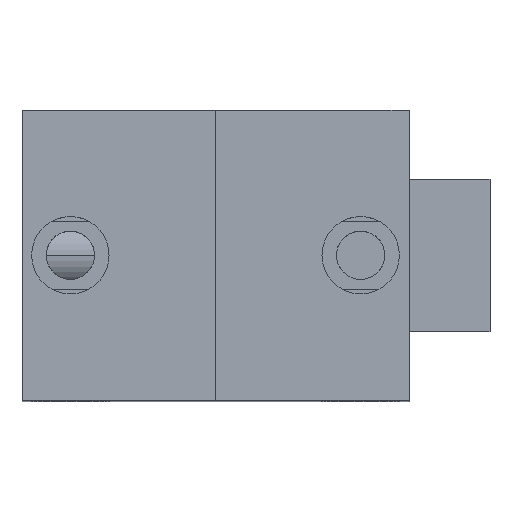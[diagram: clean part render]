
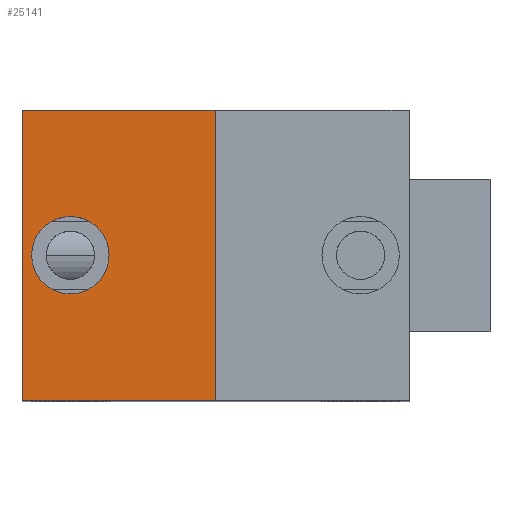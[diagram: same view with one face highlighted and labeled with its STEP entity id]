
A CAD part, top view. The second image highlights one B-rep face of the part: STEP entity #25141.
In plain terms, the highlighted planar face has unit normal (0, 0, 1).
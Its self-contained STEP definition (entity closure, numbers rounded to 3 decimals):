
#340 = DIRECTION ( 'NONE',  ( 0., 0., 1. ) ) ;
#812 = FACE_OUTER_BOUND ( 'NONE', #24564, .T. ) ;
#1113 = EDGE_CURVE ( 'NONE', #26273, #36719, #32150, .T. ) ;
#1436 = VERTEX_POINT ( 'NONE', #14645 ) ;
#1738 = DIRECTION ( 'NONE',  ( 0., 0., 1. ) ) ;
#3461 = ORIENTED_EDGE ( 'NONE', *, *, #22336, .F. ) ;
#5104 = CARTESIAN_POINT ( 'NONE',  ( -20., -15., 65. ) ) ;
#5524 = EDGE_CURVE ( 'NONE', #25195, #14372, #31347, .T. ) ;
#5557 = VECTOR ( 'NONE', #27381, 1000. ) ;
#5894 = DIRECTION ( 'NONE',  ( 1., 0., 0. ) ) ;
#5944 = ORIENTED_EDGE ( 'NONE', *, *, #27677, .F. ) ;
#6749 = CARTESIAN_POINT ( 'NONE',  ( 0., -15., 65. ) ) ;
#7965 = DIRECTION ( 'NONE',  ( 0., -1., 0. ) ) ;
#8165 = ORIENTED_EDGE ( 'NONE', *, *, #15343, .T. ) ;
#9355 = CIRCLE ( 'NONE', #34660, 4. ) ;
#9499 = CARTESIAN_POINT ( 'NONE',  ( 20., -15., 65. ) ) ;
#9894 = ORIENTED_EDGE ( 'NONE', *, *, #1113, .T. ) ;
#9957 = EDGE_LOOP ( 'NONE', ( #5944, #14222 ) ) ;
#12308 = DIRECTION ( 'NONE',  ( -1., 0., 0. ) ) ;
#13793 = CARTESIAN_POINT ( 'NONE',  ( 0., 15., 65. ) ) ;
#14222 = ORIENTED_EDGE ( 'NONE', *, *, #33073, .F. ) ;
#14372 = VERTEX_POINT ( 'NONE', #29091 ) ;
#14645 = CARTESIAN_POINT ( 'NONE',  ( -19., 0., 65. ) ) ;
#15343 = EDGE_CURVE ( 'NONE', #36719, #14372, #32949, .T. ) ;
#15660 = VECTOR ( 'NONE', #7965, 1000. ) ;
#17097 = CARTESIAN_POINT ( 'NONE',  ( 20., 15., 65. ) ) ;
#17257 = ORIENTED_EDGE ( 'NONE', *, *, #5524, .F. ) ;
#18137 = VECTOR ( 'NONE', #20632, 1000. ) ;
#18365 = AXIS2_PLACEMENT_3D ( 'NONE', #28918, #340, #5894 ) ;
#18755 = DIRECTION ( 'NONE',  ( 1., 0., 0. ) ) ;
#19005 = CARTESIAN_POINT ( 'NONE',  ( -15., 0., 65. ) ) ;
#19289 = LINE ( 'NONE', #25289, #15660 ) ;
#20214 = CIRCLE ( 'NONE', #18365, 4. ) ;
#20632 = DIRECTION ( 'NONE',  ( -1., 0., 0. ) ) ;
#21221 = VECTOR ( 'NONE', #36498, 1000. ) ;
#22038 = VERTEX_POINT ( 'NONE', #29669 ) ;
#22336 = EDGE_CURVE ( 'NONE', #26273, #25195, #19289, .T. ) ;
#24545 = CARTESIAN_POINT ( 'NONE',  ( 20., -15., 65. ) ) ;
#24564 = EDGE_LOOP ( 'NONE', ( #3461, #9894, #8165, #17257 ) ) ;
#25141 = ADVANCED_FACE ( 'NONE', ( #28379, #812 ), #35098, .F. ) ;
#25195 = VERTEX_POINT ( 'NONE', #6749 ) ;
#25289 = CARTESIAN_POINT ( 'NONE',  ( 0., -15., 65. ) ) ;
#26273 = VERTEX_POINT ( 'NONE', #13793 ) ;
#27381 = DIRECTION ( 'NONE',  ( -1., 0., 0. ) ) ;
#27677 = EDGE_CURVE ( 'NONE', #22038, #1436, #9355, .T. ) ;
#28379 = FACE_BOUND ( 'NONE', #9957, .T. ) ;
#28918 = CARTESIAN_POINT ( 'NONE',  ( -15., 0., 65. ) ) ;
#29091 = CARTESIAN_POINT ( 'NONE',  ( -20., -15., 65. ) ) ;
#29529 = DIRECTION ( 'NONE',  ( 0., 0., -1. ) ) ;
#29669 = CARTESIAN_POINT ( 'NONE',  ( -11., 0., 65. ) ) ;
#30779 = CARTESIAN_POINT ( 'NONE',  ( -20., 15., 65. ) ) ;
#31347 = LINE ( 'NONE', #24545, #5557 ) ;
#32150 = LINE ( 'NONE', #17097, #18137 ) ;
#32949 = LINE ( 'NONE', #5104, #21221 ) ;
#33073 = EDGE_CURVE ( 'NONE', #1436, #22038, #20214, .T. ) ;
#34604 = AXIS2_PLACEMENT_3D ( 'NONE', #9499, #29529, #12308 ) ;
#34660 = AXIS2_PLACEMENT_3D ( 'NONE', #19005, #1738, #18755 ) ;
#35098 = PLANE ( 'NONE',  #34604 ) ;
#36498 = DIRECTION ( 'NONE',  ( 0., -1., 0. ) ) ;
#36719 = VERTEX_POINT ( 'NONE', #30779 ) ;
